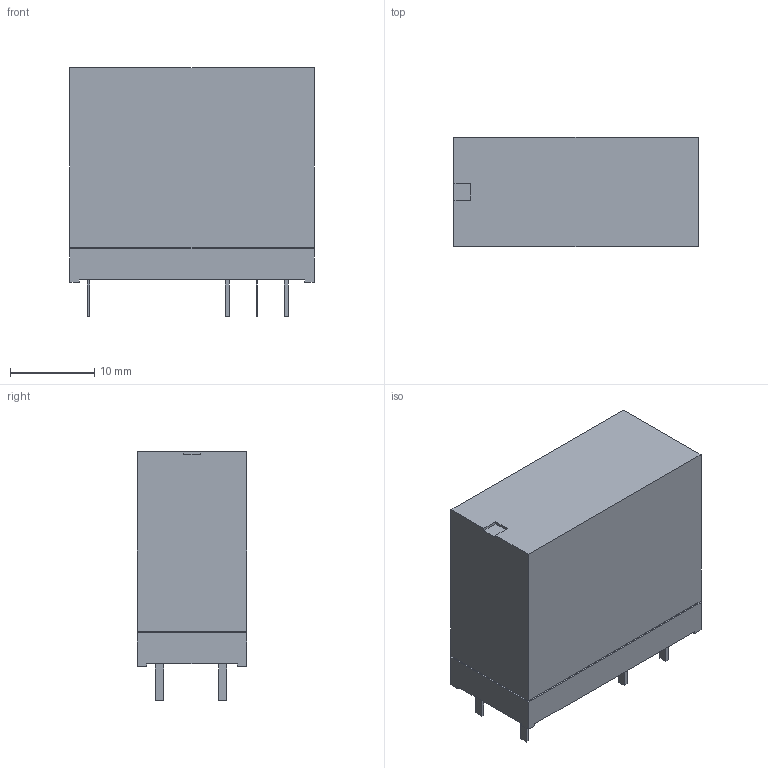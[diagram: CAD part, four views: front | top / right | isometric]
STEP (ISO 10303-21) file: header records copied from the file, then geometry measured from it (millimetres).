
FILE_DESCRIPTION (( 'STEP AP214' ), '1' );
FILE_NAME ('G2R-1.STEP', '2016-09-08T09:10:43', ( '' ), ( '' ), 'SwSTEP 2.0', 'SolidWorks 2016', '' );
FILE_SCHEMA (( 'AUTOMOTIVE_DESIGN' ));
Length unit declared in the file: millimetre
Products named in the file (3): User Library-RELAY_G2R-1_RELAY_G2R-1_2; User Library-RELAY_G2R-1_Open CASCADE STEP translator 6.2 1.1_2; G2R-1
Assembly tree (2 placements, depth 3):
  G2R-1
    User Library-RELAY_G2R-1_Open CASCADE STEP translator 6.2 1.1_2
      User Library-RELAY_G2R-1_RELAY_G2R-1_2
Bounding box: 29 x 13 x 29.5 mm (x, y, z)
Volume: 9505 mm3; surface area: 2968.5 mm2
Topology: 1 solids, 1 shells, 57 faces, 144 edges, 96 vertices
Faces by surface type: plane 57
Entity records: 2397 total; most frequent: CARTESIAN_POINT 303, ORIENTED_EDGE 288, DIRECTION 270, EDGE_CURVE 144, VECTOR 144, LINE 144, VERTEX_POINT 96, EDGE_LOOP 64
